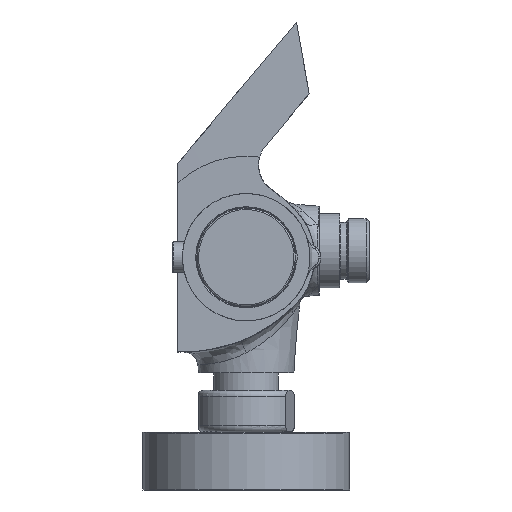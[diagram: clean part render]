
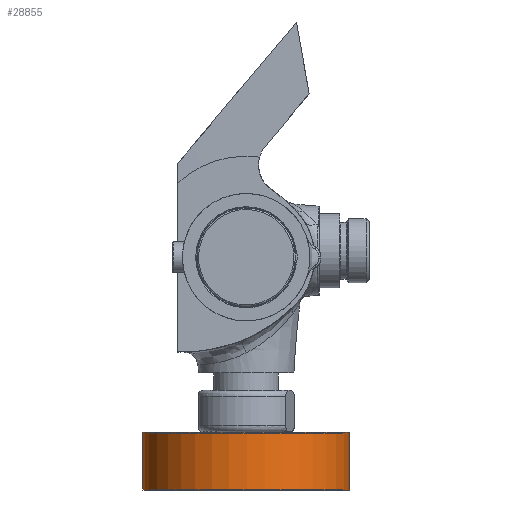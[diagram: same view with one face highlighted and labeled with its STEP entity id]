
A CAD part, left-side view. The second image highlights one B-rep face of the part: STEP entity #28855.
In plain terms, the highlighted cylindrical face has radius 33.25 mm (diameter 66.5 mm), a full revolution.
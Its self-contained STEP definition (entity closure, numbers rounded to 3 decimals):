
#759 = VERTEX_POINT ( 'NONE', #45289 ) ;
#1661 = DIRECTION ( 'NONE',  ( -0.871, 0.492, 0. ) ) ;
#8772 = EDGE_CURVE ( 'NONE', #33457, #33457, #59234, .T. ) ;
#11911 = AXIS2_PLACEMENT_3D ( 'NONE', #13993, #19340, #52387 ) ;
#13993 = CARTESIAN_POINT ( 'NONE',  ( -74.5, 0., -55.359 ) ) ;
#15642 = DIRECTION ( 'NONE',  ( 0., 0., -1. ) ) ;
#19340 = DIRECTION ( 'NONE',  ( 0., 0., -1. ) ) ;
#20800 = CIRCLE ( 'NONE', #54352, 33.25 ) ;
#23266 = ORIENTED_EDGE ( 'NONE', *, *, #8772, .T. ) ;
#25030 = CYLINDRICAL_SURFACE ( 'NONE', #11911, 33.25 ) ;
#27287 = FACE_OUTER_BOUND ( 'NONE', #41460, .T. ) ;
#27319 = AXIS2_PLACEMENT_3D ( 'NONE', #39289, #15642, #54049 ) ;
#28855 = ADVANCED_FACE ( 'NONE', ( #27287, #33920 ), #25030, .T. ) ;
#33457 = VERTEX_POINT ( 'NONE', #43021 ) ;
#33920 = FACE_OUTER_BOUND ( 'NONE', #60824, .T. ) ;
#37916 = EDGE_CURVE ( 'NONE', #759, #759, #20800, .T. ) ;
#39289 = CARTESIAN_POINT ( 'NONE',  ( -74.5, 0., -56.289 ) ) ;
#41460 = EDGE_LOOP ( 'NONE', ( #46809 ) ) ;
#43021 = CARTESIAN_POINT ( 'NONE',  ( -103.447, 16.36, -56.289 ) ) ;
#45289 = CARTESIAN_POINT ( 'NONE',  ( -103.447, 16.36, -74.889 ) ) ;
#46809 = ORIENTED_EDGE ( 'NONE', *, *, #37916, .T. ) ;
#48926 = CARTESIAN_POINT ( 'NONE',  ( -74.5, 0., -74.889 ) ) ;
#52387 = DIRECTION ( 'NONE',  ( -0.871, 0.492, 0. ) ) ;
#54049 = DIRECTION ( 'NONE',  ( -0.871, 0.492, 0. ) ) ;
#54352 = AXIS2_PLACEMENT_3D ( 'NONE', #48926, #58468, #1661 ) ;
#58468 = DIRECTION ( 'NONE',  ( 0., 0., 1. ) ) ;
#59234 = CIRCLE ( 'NONE', #27319, 33.25 ) ;
#60824 = EDGE_LOOP ( 'NONE', ( #23266 ) ) ;
